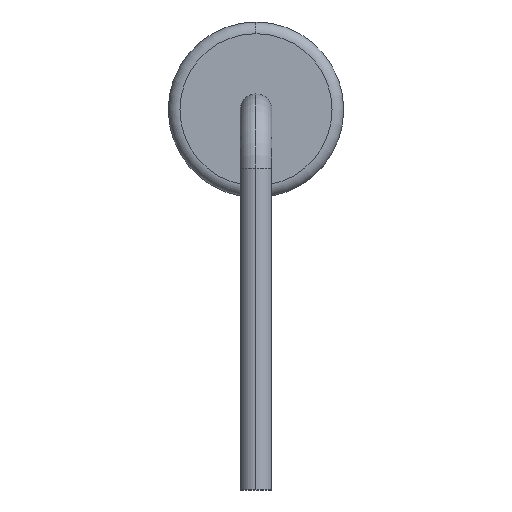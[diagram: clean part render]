
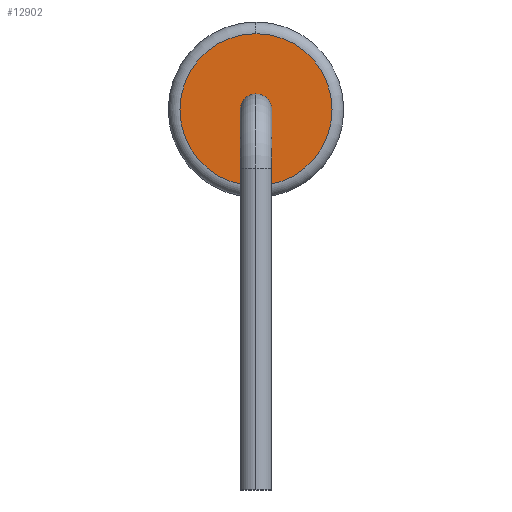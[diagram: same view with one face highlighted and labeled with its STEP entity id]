
A CAD part, left-side view. The second image highlights one B-rep face of the part: STEP entity #12902.
In plain terms, the highlighted planar face has unit normal (-1, 0, 0).
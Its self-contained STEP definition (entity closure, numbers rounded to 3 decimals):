
#173 = CARTESIAN_POINT ( 'NONE',  ( -4.75, 0., -0.27 ) ) ;
#341 = ORIENTED_EDGE ( 'NONE', *, *, #10886, .F. ) ;
#548 = CARTESIAN_POINT ( 'NONE',  ( -4.75, 0., 0.27 ) ) ;
#686 = CARTESIAN_POINT ( 'NONE',  ( -4.75, 0., 0. ) ) ;
#727 = VERTEX_POINT ( 'NONE', #173 ) ;
#1267 = EDGE_CURVE ( 'NONE', #727, #3492, #6657, .T. ) ;
#1433 = AXIS2_PLACEMENT_3D ( 'NONE', #6423, #4280, #11464 ) ;
#1626 = CIRCLE ( 'NONE', #1433, 1.3 ) ;
#1727 = ORIENTED_EDGE ( 'NONE', *, *, #5352, .T. ) ;
#1855 = AXIS2_PLACEMENT_3D ( 'NONE', #11890, #12018, #12754 ) ;
#1949 = CIRCLE ( 'NONE', #11194, 1.3 ) ;
#2023 = DIRECTION ( 'NONE',  ( 0., 0., 1. ) ) ;
#2525 = DIRECTION ( 'NONE',  ( 1., 0., 0. ) ) ;
#3209 = VERTEX_POINT ( 'NONE', #5783 ) ;
#3492 = VERTEX_POINT ( 'NONE', #548 ) ;
#3763 = ORIENTED_EDGE ( 'NONE', *, *, #11627, .T. ) ;
#4126 = CARTESIAN_POINT ( 'NONE',  ( -4.75, 0., 0. ) ) ;
#4280 = DIRECTION ( 'NONE',  ( -1., 0., 0. ) ) ;
#5352 = EDGE_CURVE ( 'NONE', #3209, #12231, #1626, .T. ) ;
#5572 = CARTESIAN_POINT ( 'NONE',  ( -4.75, 0., 0. ) ) ;
#5783 = CARTESIAN_POINT ( 'NONE',  ( -4.75, 0., 1.3 ) ) ;
#6423 = CARTESIAN_POINT ( 'NONE',  ( -4.75, 0., 0. ) ) ;
#6442 = FACE_BOUND ( 'NONE', #12800, .T. ) ;
#6657 = CIRCLE ( 'NONE', #1855, 0.27 ) ;
#8347 = CARTESIAN_POINT ( 'NONE',  ( -4.75, 0., -1.3 ) ) ;
#8634 = AXIS2_PLACEMENT_3D ( 'NONE', #5572, #2525, #10559 ) ;
#8891 = DIRECTION ( 'NONE',  ( -1., 0., 0. ) ) ;
#8950 = DIRECTION ( 'NONE',  ( 0., 0., -1. ) ) ;
#9436 = PLANE ( 'NONE',  #8634 ) ;
#9501 = FACE_OUTER_BOUND ( 'NONE', #11958, .T. ) ;
#9686 = CIRCLE ( 'NONE', #11608, 0.27 ) ;
#10559 = DIRECTION ( 'NONE',  ( 0., 0., -1. ) ) ;
#10886 = EDGE_CURVE ( 'NONE', #3492, #727, #9686, .T. ) ;
#11194 = AXIS2_PLACEMENT_3D ( 'NONE', #4126, #11955, #2023 ) ;
#11464 = DIRECTION ( 'NONE',  ( 0., 0., 1. ) ) ;
#11608 = AXIS2_PLACEMENT_3D ( 'NONE', #686, #8891, #8950 ) ;
#11627 = EDGE_CURVE ( 'NONE', #12231, #3209, #1949, .T. ) ;
#11890 = CARTESIAN_POINT ( 'NONE',  ( -4.75, 0., 0. ) ) ;
#11955 = DIRECTION ( 'NONE',  ( -1., 0., 0. ) ) ;
#11958 = EDGE_LOOP ( 'NONE', ( #1727, #3763 ) ) ;
#12018 = DIRECTION ( 'NONE',  ( -1., 0., 0. ) ) ;
#12231 = VERTEX_POINT ( 'NONE', #8347 ) ;
#12415 = ORIENTED_EDGE ( 'NONE', *, *, #1267, .F. ) ;
#12754 = DIRECTION ( 'NONE',  ( 0., 0., -1. ) ) ;
#12800 = EDGE_LOOP ( 'NONE', ( #341, #12415 ) ) ;
#12902 = ADVANCED_FACE ( 'NONE', ( #6442, #9501 ), #9436, .F. ) ;
